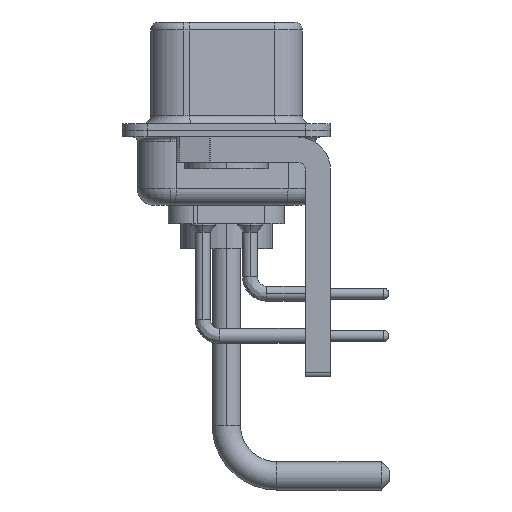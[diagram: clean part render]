
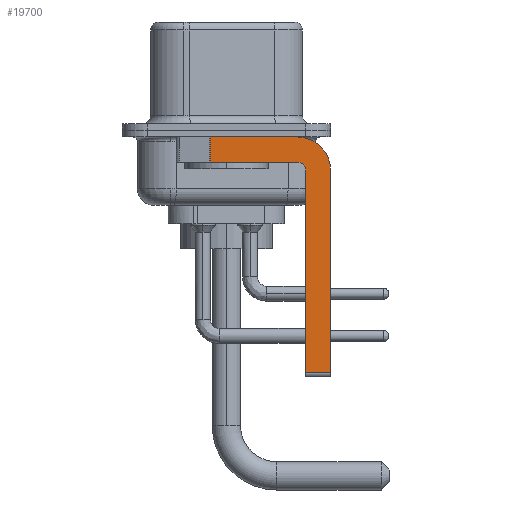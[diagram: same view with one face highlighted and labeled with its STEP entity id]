
A CAD part, left-side view. The second image highlights one B-rep face of the part: STEP entity #19700.
In plain terms, the highlighted planar face has unit normal (-1, 0, 0).
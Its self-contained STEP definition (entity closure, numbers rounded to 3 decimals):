
#817 = VERTEX_POINT ( 'NONE', #24574 ) ;
#1111 = ORIENTED_EDGE ( 'NONE', *, *, #23246, .F. ) ;
#1534 = AXIS2_PLACEMENT_3D ( 'NONE', #22733, #18565, #16548 ) ;
#1650 = CARTESIAN_POINT ( 'NONE',  ( -2.9, -6.25, -2.4 ) ) ;
#1745 = DIRECTION ( 'NONE',  ( 0., 0., 1. ) ) ;
#2203 = EDGE_CURVE ( 'NONE', #6784, #14063, #26660, .T. ) ;
#2297 = EDGE_CURVE ( 'NONE', #7977, #18360, #10532, .T. ) ;
#2523 = CARTESIAN_POINT ( 'NONE',  ( -2.9, -4.75, -14.8 ) ) ;
#2791 = CARTESIAN_POINT ( 'NONE',  ( -2.9, 0.978, -1.9 ) ) ;
#3249 = VERTEX_POINT ( 'NONE', #23484 ) ;
#4650 = EDGE_CURVE ( 'NONE', #3249, #9474, #5438, .T. ) ;
#5438 = LINE ( 'NONE', #1650, #16072 ) ;
#5824 = VECTOR ( 'NONE', #23011, 1000. ) ;
#6289 = VERTEX_POINT ( 'NONE', #6373 ) ;
#6373 = CARTESIAN_POINT ( 'NONE',  ( -2.9, -4.75, -14.55 ) ) ;
#6480 = CARTESIAN_POINT ( 'NONE',  ( -2.9, 3., -0.4 ) ) ;
#6497 = VECTOR ( 'NONE', #14688, 1000. ) ;
#6588 = LINE ( 'NONE', #2523, #5824 ) ;
#6784 = VERTEX_POINT ( 'NONE', #14782 ) ;
#6911 = AXIS2_PLACEMENT_3D ( 'NONE', #7831, #20216, #1745 ) ;
#7677 = CARTESIAN_POINT ( 'NONE',  ( -2.9, -4.25, -1.9 ) ) ;
#7742 = ORIENTED_EDGE ( 'NONE', *, *, #21071, .F. ) ;
#7831 = CARTESIAN_POINT ( 'NONE',  ( -2.9, -4.25, -2.4 ) ) ;
#7977 = VERTEX_POINT ( 'NONE', #13607 ) ;
#8431 = DIRECTION ( 'NONE',  ( 0., 0., -1. ) ) ;
#9474 = VERTEX_POINT ( 'NONE', #19004 ) ;
#10532 = LINE ( 'NONE', #6480, #6497 ) ;
#10977 = ORIENTED_EDGE ( 'NONE', *, *, #12136, .F. ) ;
#11823 = CARTESIAN_POINT ( 'NONE',  ( -2.9, -4.25, -1.9 ) ) ;
#11973 = DIRECTION ( 'NONE',  ( 0., 1., 0. ) ) ;
#12136 = EDGE_CURVE ( 'NONE', #14063, #817, #12255, .T. ) ;
#12189 = ORIENTED_EDGE ( 'NONE', *, *, #12832, .T. ) ;
#12255 = LINE ( 'NONE', #7677, #22139 ) ;
#12612 = PLANE ( 'NONE',  #14366 ) ;
#12737 = CIRCLE ( 'NONE', #1534, 2. ) ;
#12832 = EDGE_CURVE ( 'NONE', #7977, #817, #16970, .T. ) ;
#13151 = CARTESIAN_POINT ( 'NONE',  ( -2.9, -4.25, -0.4 ) ) ;
#13607 = CARTESIAN_POINT ( 'NONE',  ( -2.9, 0.978, -0.4 ) ) ;
#14063 = VERTEX_POINT ( 'NONE', #11823 ) ;
#14366 = AXIS2_PLACEMENT_3D ( 'NONE', #22848, #22976, #8431 ) ;
#14688 = DIRECTION ( 'NONE',  ( 0., -1., 0. ) ) ;
#14782 = CARTESIAN_POINT ( 'NONE',  ( -2.9, -4.75, -2.4 ) ) ;
#15615 = DIRECTION ( 'NONE',  ( 0., -1., 0. ) ) ;
#15688 = EDGE_LOOP ( 'NONE', ( #16077, #12189, #10977, #18423, #7742, #19537, #21305, #1111 ) ) ;
#16072 = VECTOR ( 'NONE', #21878, 1000. ) ;
#16077 = ORIENTED_EDGE ( 'NONE', *, *, #2297, .F. ) ;
#16548 = DIRECTION ( 'NONE',  ( 0., 0., -1. ) ) ;
#16710 = DIRECTION ( 'NONE',  ( 0., 0., -1. ) ) ;
#16970 = LINE ( 'NONE', #2791, #18463 ) ;
#18360 = VERTEX_POINT ( 'NONE', #13151 ) ;
#18407 = FACE_OUTER_BOUND ( 'NONE', #15688, .T. ) ;
#18423 = ORIENTED_EDGE ( 'NONE', *, *, #2203, .F. ) ;
#18463 = VECTOR ( 'NONE', #16710, 1000. ) ;
#18565 = DIRECTION ( 'NONE',  ( 1., 0., 0. ) ) ;
#19004 = CARTESIAN_POINT ( 'NONE',  ( -2.9, -6.25, -14.55 ) ) ;
#19537 = ORIENTED_EDGE ( 'NONE', *, *, #25243, .T. ) ;
#19700 = ADVANCED_FACE ( 'NONE', ( #18407 ), #12612, .F. ) ;
#20216 = DIRECTION ( 'NONE',  ( -1., 0., 0. ) ) ;
#21071 = EDGE_CURVE ( 'NONE', #6289, #6784, #6588, .T. ) ;
#21305 = ORIENTED_EDGE ( 'NONE', *, *, #4650, .F. ) ;
#21878 = DIRECTION ( 'NONE',  ( 0., 0., -1. ) ) ;
#22139 = VECTOR ( 'NONE', #11973, 1000. ) ;
#22733 = CARTESIAN_POINT ( 'NONE',  ( -2.9, -4.25, -2.4 ) ) ;
#22848 = CARTESIAN_POINT ( 'NONE',  ( -2.9, -4.25, -2.4 ) ) ;
#22976 = DIRECTION ( 'NONE',  ( 1., 0., 0. ) ) ;
#23011 = DIRECTION ( 'NONE',  ( 0., 0., 1. ) ) ;
#23246 = EDGE_CURVE ( 'NONE', #18360, #3249, #12737, .T. ) ;
#23301 = LINE ( 'NONE', #25312, #25643 ) ;
#23484 = CARTESIAN_POINT ( 'NONE',  ( -2.9, -6.25, -2.4 ) ) ;
#24574 = CARTESIAN_POINT ( 'NONE',  ( -2.9, 0.978, -1.9 ) ) ;
#25243 = EDGE_CURVE ( 'NONE', #6289, #9474, #23301, .T. ) ;
#25312 = CARTESIAN_POINT ( 'NONE',  ( -2.9, -4.25, -14.55 ) ) ;
#25643 = VECTOR ( 'NONE', #15615, 1000. ) ;
#26660 = CIRCLE ( 'NONE', #6911, 0.5 ) ;
